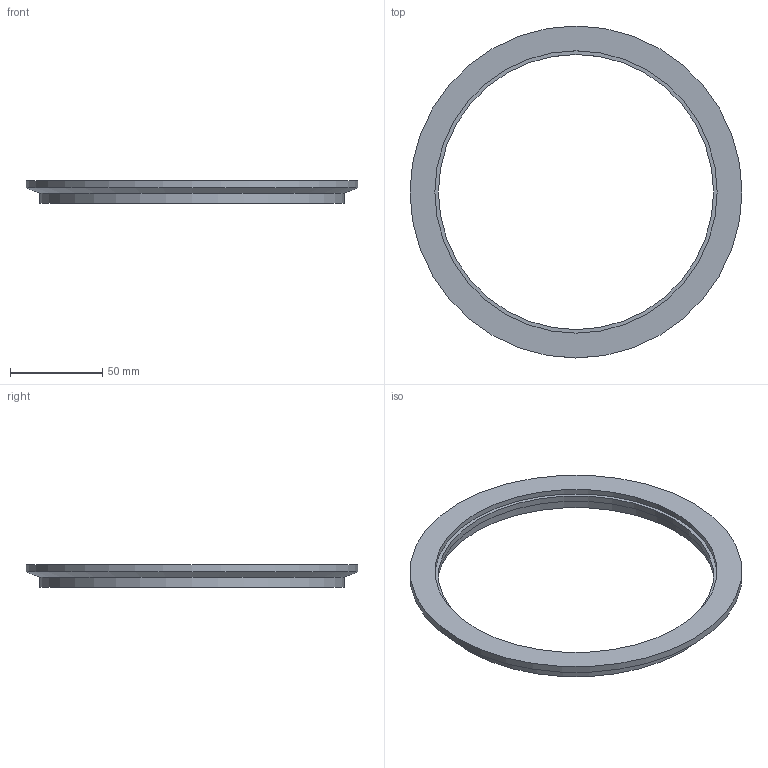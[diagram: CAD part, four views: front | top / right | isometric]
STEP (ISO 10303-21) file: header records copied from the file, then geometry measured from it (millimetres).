
FILE_DESCRIPTION((''),'2;1');
FILE_NAME('4001084a.stp','2011-11-17T10:22:33',('vance_a'),(''),'Autodesk Inventor 2011','Autodesk Inventor 2011','');
FILE_SCHEMA(('AUTOMOTIVE_DESIGN { 1 0 10303 214 1 1 1 1 }'));
Length unit declared in the file: inch
Products named in the file (1): Part6
Bounding box: 180.09 x 180.09 x 11.99 mm (x, y, z)
Volume: 60265 mm3; surface area: 26929.4 mm2
Topology: 1 solids, 1 shells, 10 faces, 16 edges, 10 vertices
Faces by surface type: cylinder 5, plane 4, cone 1
Full cylindrical faces by diameter (mm): 149.225 x1, 152.908 x1, 153.162 x1, 165.1 x1, 180.086 x1
Entity records: 253 total; most frequent: DIRECTION 42, CARTESIAN_POINT 31, AXIS2_PLACEMENT_3D 21, ORIENTED_EDGE 20, EDGE_LOOP 20, STYLED_ITEM 11, VERTEX_POINT 10, CIRCLE 10
